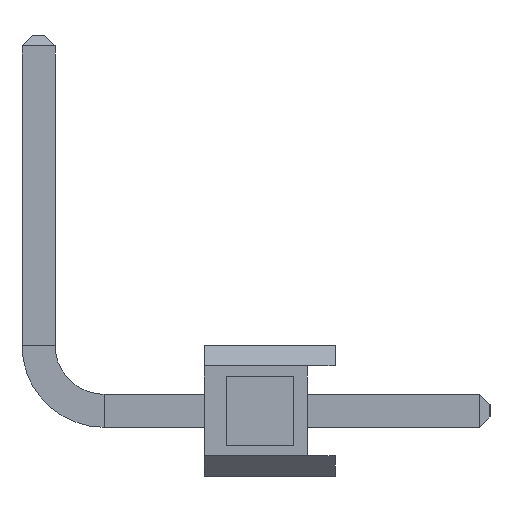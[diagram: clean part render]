
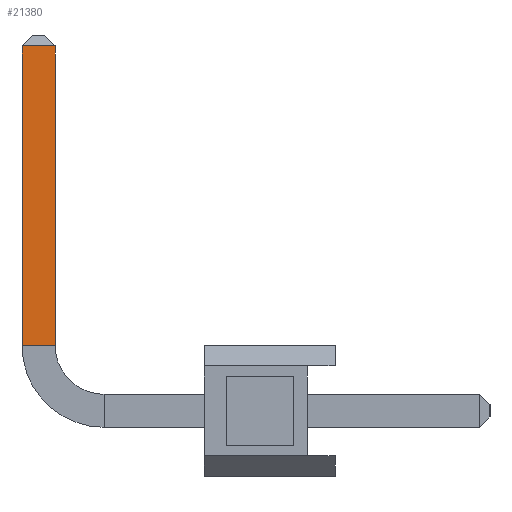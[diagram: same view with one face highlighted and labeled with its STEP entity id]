
A CAD part, left-side view. The second image highlights one B-rep face of the part: STEP entity #21380.
In plain terms, the highlighted planar face has unit normal (-1, 0, 0).
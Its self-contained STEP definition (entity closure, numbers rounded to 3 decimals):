
#702 = CARTESIAN_POINT ( 'NONE',  ( -0.32, 5.43, 1.27 ) ) ;
#775 = DIRECTION ( 'NONE',  ( 0., -1., 0. ) ) ;
#972 = VECTOR ( 'NONE', #2707, 1000. ) ;
#2707 = DIRECTION ( 'NONE',  ( 0., 0., 1. ) ) ;
#2709 = PLANE ( 'NONE',  #16932 ) ;
#3223 = VERTEX_POINT ( 'NONE', #21115 ) ;
#3396 = EDGE_CURVE ( 'NONE', #13004, #20853, #12846, .T. ) ;
#3535 = LINE ( 'NONE', #17069, #18976 ) ;
#4394 = EDGE_CURVE ( 'NONE', #10290, #13004, #3535, .T. ) ;
#4408 = CARTESIAN_POINT ( 'NONE',  ( -0.32, 6.07, 7.07 ) ) ;
#6129 = DIRECTION ( 'NONE',  ( -1., 0., 0. ) ) ;
#6273 = CARTESIAN_POINT ( 'NONE',  ( -0.32, 6.07, 1.27 ) ) ;
#7673 = VECTOR ( 'NONE', #11284, 1000. ) ;
#7872 = EDGE_LOOP ( 'NONE', ( #15165, #16534, #14903, #17152 ) ) ;
#10249 = FACE_OUTER_BOUND ( 'NONE', #7872, .T. ) ;
#10290 = VERTEX_POINT ( 'NONE', #702 ) ;
#11284 = DIRECTION ( 'NONE',  ( 0., 1., 0. ) ) ;
#12396 = DIRECTION ( 'NONE',  ( 0., 0., 1. ) ) ;
#12846 = LINE ( 'NONE', #4408, #7673 ) ;
#13004 = VERTEX_POINT ( 'NONE', #15070 ) ;
#13364 = EDGE_CURVE ( 'NONE', #3223, #20853, #19771, .T. ) ;
#14421 = CARTESIAN_POINT ( 'NONE',  ( -0.32, 6.07, 1.27 ) ) ;
#14439 = CARTESIAN_POINT ( 'NONE',  ( -0.32, 6.07, 7.07 ) ) ;
#14587 = LINE ( 'NONE', #20382, #16379 ) ;
#14903 = ORIENTED_EDGE ( 'NONE', *, *, #13364, .F. ) ;
#15070 = CARTESIAN_POINT ( 'NONE',  ( -0.32, 5.43, 7.07 ) ) ;
#15165 = ORIENTED_EDGE ( 'NONE', *, *, #4394, .T. ) ;
#16379 = VECTOR ( 'NONE', #775, 1000. ) ;
#16534 = ORIENTED_EDGE ( 'NONE', *, *, #3396, .T. ) ;
#16932 = AXIS2_PLACEMENT_3D ( 'NONE', #14421, #6129, #19137 ) ;
#17069 = CARTESIAN_POINT ( 'NONE',  ( -0.32, 5.43, 1.27 ) ) ;
#17152 = ORIENTED_EDGE ( 'NONE', *, *, #19426, .T. ) ;
#18976 = VECTOR ( 'NONE', #12396, 1000. ) ;
#19137 = DIRECTION ( 'NONE',  ( 0., -1., 0. ) ) ;
#19426 = EDGE_CURVE ( 'NONE', #3223, #10290, #14587, .T. ) ;
#19771 = LINE ( 'NONE', #6273, #972 ) ;
#20382 = CARTESIAN_POINT ( 'NONE',  ( -0.32, 6.07, 1.27 ) ) ;
#20853 = VERTEX_POINT ( 'NONE', #14439 ) ;
#21115 = CARTESIAN_POINT ( 'NONE',  ( -0.32, 6.07, 1.27 ) ) ;
#21380 = ADVANCED_FACE ( 'NONE', ( #10249 ), #2709, .T. ) ;
